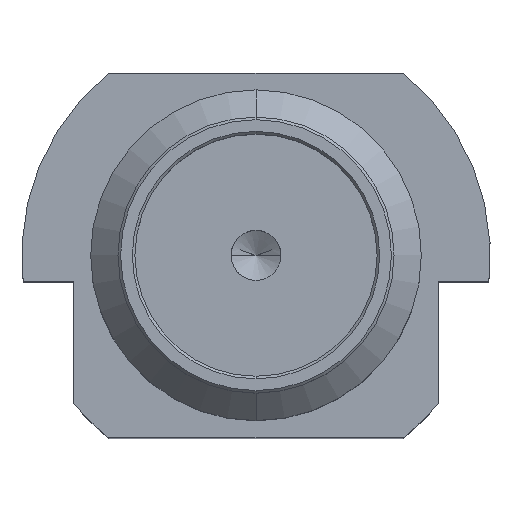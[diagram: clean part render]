
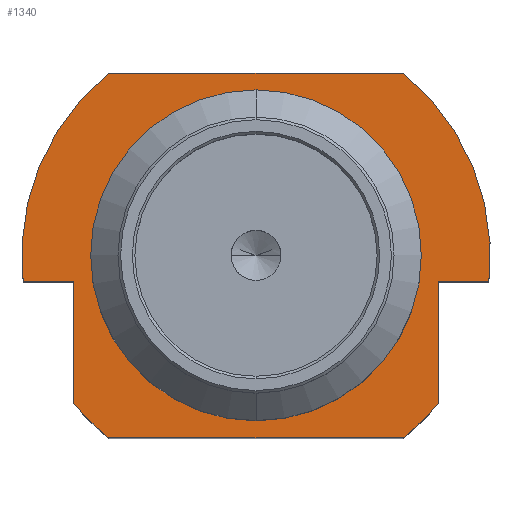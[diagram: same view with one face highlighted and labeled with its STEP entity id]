
A CAD part, top view. The second image highlights one B-rep face of the part: STEP entity #1340.
In plain terms, the highlighted planar face has unit normal (0, 0, 1).
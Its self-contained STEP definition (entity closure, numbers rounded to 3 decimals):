
#711=DIRECTION('',(1.,0.,0.));
#712=VECTOR('',#711,5.657);
#713=CARTESIAN_POINT('',(-2.828,3.5,-4.04));
#714=LINE('',#713,#712);
#715=CARTESIAN_POINT('',(0.,0.,-4.04));
#716=DIRECTION('',(0.,0.,1.));
#717=DIRECTION('',(0.994,-0.111,0.));
#718=AXIS2_PLACEMENT_3D('',#715,#716,#717);
#720=DIRECTION('',(-1.,0.,0.));
#721=VECTOR('',#720,0.972);
#722=CARTESIAN_POINT('',(4.472,-0.5,-4.04));
#723=LINE('',#722,#721);
#724=DIRECTION('',(0.,-1.,0.));
#725=VECTOR('',#724,2.328);
#726=CARTESIAN_POINT('',(3.5,-0.5,-4.04));
#727=LINE('',#726,#725);
#728=CARTESIAN_POINT('',(0.,0.,-4.04));
#729=DIRECTION('',(0.,0.,1.));
#730=DIRECTION('',(0.629,-0.778,0.));
#731=AXIS2_PLACEMENT_3D('',#728,#729,#730);
#733=DIRECTION('',(-1.,0.,0.));
#734=VECTOR('',#733,5.657);
#735=CARTESIAN_POINT('',(2.828,-3.5,-4.04));
#736=LINE('',#735,#734);
#737=CARTESIAN_POINT('',(0.,0.,-4.04));
#738=DIRECTION('',(0.,0.,-1.));
#739=DIRECTION('',(-0.629,-0.778,0.));
#740=AXIS2_PLACEMENT_3D('',#737,#738,#739);
#742=DIRECTION('',(0.,1.,0.));
#743=VECTOR('',#742,2.328);
#744=CARTESIAN_POINT('',(-3.5,-2.828,-4.04));
#745=LINE('',#744,#743);
#746=DIRECTION('',(-1.,0.,0.));
#747=VECTOR('',#746,0.972);
#748=CARTESIAN_POINT('',(-3.5,-0.5,-4.04));
#749=LINE('',#748,#747);
#750=CARTESIAN_POINT('',(0.,0.,-4.04));
#751=DIRECTION('',(0.,0.,-1.));
#752=DIRECTION('',(-0.994,-0.111,0.));
#753=AXIS2_PLACEMENT_3D('',#750,#751,#752);
#763=CARTESIAN_POINT('',(0.,0.,-4.04));
#764=DIRECTION('',(0.,0.,1.));
#765=DIRECTION('',(0.,-1.,0.));
#766=AXIS2_PLACEMENT_3D('',#763,#764,#765);
#768=CARTESIAN_POINT('',(0.,0.,-4.04));
#769=DIRECTION('',(0.,0.,-1.));
#770=DIRECTION('',(0.,-1.,0.));
#771=AXIS2_PLACEMENT_3D('',#768,#769,#770);
#991=CARTESIAN_POINT('',(0.,-2.65,-4.04));
#993=VERTEX_POINT('',#991);
#1003=CARTESIAN_POINT('',(0.,2.65,-4.04));
#1005=VERTEX_POINT('',#1003);
#1051=CARTESIAN_POINT('',(-2.828,3.5,-4.04));
#1052=VERTEX_POINT('',#1051);
#1053=CARTESIAN_POINT('',(-4.472,-0.5,-4.04));
#1054=VERTEX_POINT('',#1053);
#1055=CARTESIAN_POINT('',(2.828,3.5,-4.04));
#1056=VERTEX_POINT('',#1055);
#1057=CARTESIAN_POINT('',(4.472,-0.5,-4.04));
#1058=CARTESIAN_POINT('',(3.5,-0.5,-4.04));
#1059=VERTEX_POINT('',#1057);
#1060=VERTEX_POINT('',#1058);
#1061=CARTESIAN_POINT('',(3.5,-2.828,-4.04));
#1062=VERTEX_POINT('',#1061);
#1063=CARTESIAN_POINT('',(2.828,-3.5,-4.04));
#1064=CARTESIAN_POINT('',(-2.828,-3.5,-4.04));
#1065=VERTEX_POINT('',#1063);
#1066=VERTEX_POINT('',#1064);
#1067=CARTESIAN_POINT('',(-3.5,-2.828,-4.04));
#1068=CARTESIAN_POINT('',(-3.5,-0.5,-4.04));
#1069=VERTEX_POINT('',#1067);
#1070=VERTEX_POINT('',#1068);
#1317=CARTESIAN_POINT('',(0.,0.,-4.04));
#1318=DIRECTION('',(0.,0.,-1.));
#1319=DIRECTION('',(0.,1.,0.));
#1320=AXIS2_PLACEMENT_3D('',#1317,#1318,#1319);
#1321=PLANE('',#1320);
#1322=ORIENTED_EDGE('',*,*,#1185,.T.);
#1323=ORIENTED_EDGE('',*,*,#1201,.F.);
#1324=ORIENTED_EDGE('',*,*,#1214,.T.);
#1325=ORIENTED_EDGE('',*,*,#1228,.T.);
#1326=ORIENTED_EDGE('',*,*,#1242,.F.);
#1327=ORIENTED_EDGE('',*,*,#1256,.T.);
#1328=ORIENTED_EDGE('',*,*,#1270,.T.);
#1329=ORIENTED_EDGE('',*,*,#1284,.T.);
#1330=ORIENTED_EDGE('',*,*,#1298,.T.);
#1331=ORIENTED_EDGE('',*,*,#1310,.T.);
#1332=EDGE_LOOP('',(#1322,#1323,#1324,#1325,#1326,#1327,#1328,#1329,#1330,
#1331));
#1333=FACE_OUTER_BOUND('',#1332,.F.);
#1335=ORIENTED_EDGE('',*,*,#1334,.T.);
#1337=ORIENTED_EDGE('',*,*,#1336,.F.);
#1338=EDGE_LOOP('',(#1335,#1337));
#1339=FACE_BOUND('',#1338,.F.);
#719=CIRCLE('',#718,4.5);
#732=CIRCLE('',#731,4.5);
#741=CIRCLE('',#740,4.5);
#754=CIRCLE('',#753,4.5);
#767=CIRCLE('',#766,2.65);
#772=CIRCLE('',#771,2.65);
#1185=EDGE_CURVE('',#1052,#1056,#714,.T.);
#1201=EDGE_CURVE('',#1059,#1056,#719,.T.);
#1214=EDGE_CURVE('',#1059,#1060,#723,.T.);
#1228=EDGE_CURVE('',#1060,#1062,#727,.T.);
#1242=EDGE_CURVE('',#1065,#1062,#732,.T.);
#1256=EDGE_CURVE('',#1065,#1066,#736,.T.);
#1270=EDGE_CURVE('',#1066,#1069,#741,.T.);
#1284=EDGE_CURVE('',#1069,#1070,#745,.T.);
#1298=EDGE_CURVE('',#1070,#1054,#749,.T.);
#1310=EDGE_CURVE('',#1054,#1052,#754,.T.);
#1334=EDGE_CURVE('',#993,#1005,#767,.T.);
#1336=EDGE_CURVE('',#993,#1005,#772,.T.);
#1340=ADVANCED_FACE('',(#1333,#1339),#1321,.F.);
